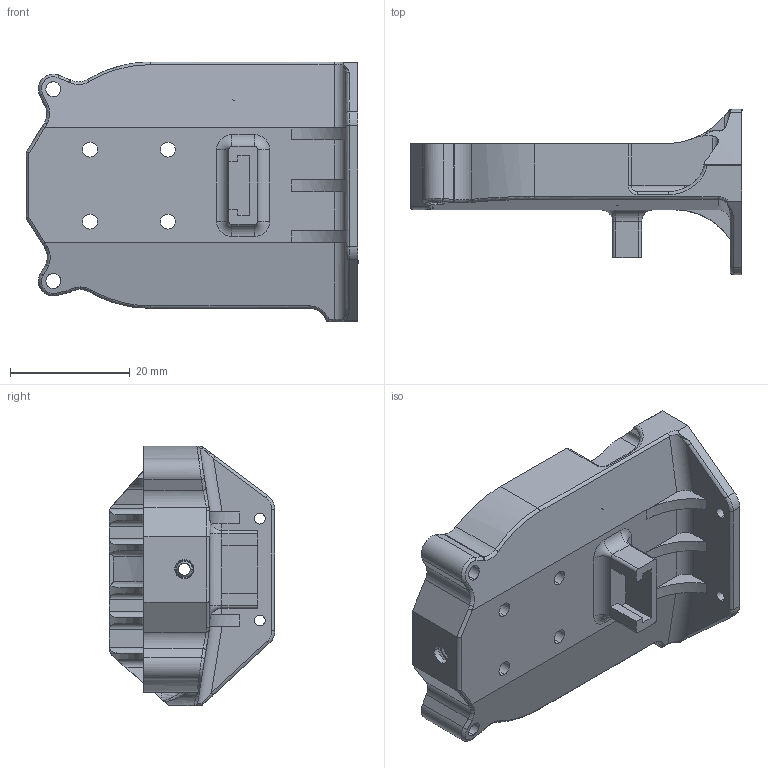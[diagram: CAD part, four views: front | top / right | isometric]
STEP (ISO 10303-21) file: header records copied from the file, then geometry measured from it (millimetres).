
FILE_DESCRIPTION (( 'STEP AP214' ), '1' );
FILE_NAME ('Revo-Heatsink.STEP', '2023-06-14T02:07:56', ( '' ), ( '' ), 'SwSTEP 2.0', 'SolidWorks 2022', '' );
FILE_SCHEMA (( 'AUTOMOTIVE_DESIGN' ));
Length unit declared in the file: millimetre
Products named in the file (1): Revo-Heatsink
Bounding box: 55.4 x 27.62 x 43.38 mm (x, y, z)
Volume: 12797.5 mm3; surface area: 12989.2 mm2
Topology: 1 solids, 1 shells, 418 faces, 1133 edges, 717 vertices
Faces by surface type: cylinder 181, plane 102, bspline 88, torus 35, cone 10, sphere 2
Entity records: 18765 total; most frequent: CARTESIAN_POINT 9302, ORIENTED_EDGE 2254, DIRECTION 1609, EDGE_CURVE 1127, VERTEX_POINT 717, AXIS2_PLACEMENT_3D 610, EDGE_LOOP 442, ADVANCED_FACE 418
